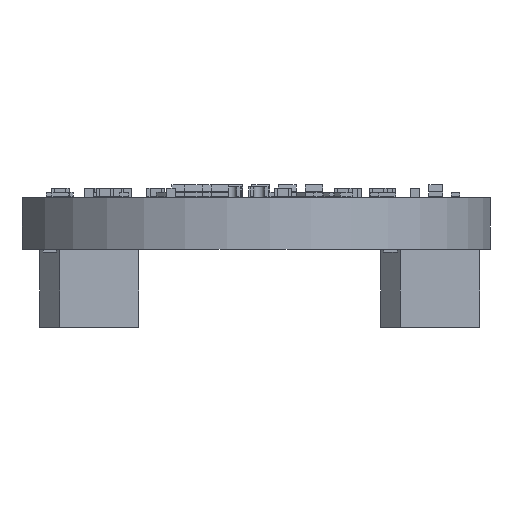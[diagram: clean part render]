
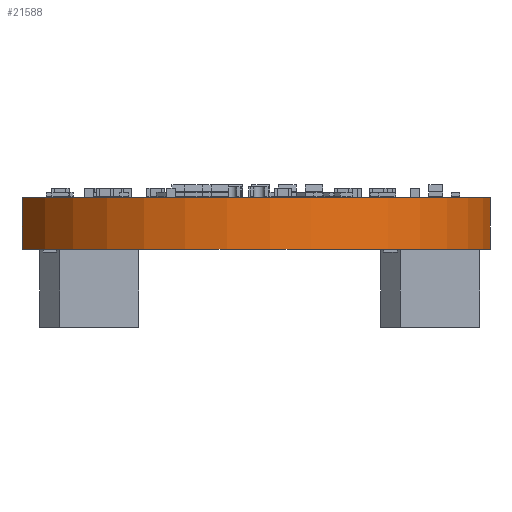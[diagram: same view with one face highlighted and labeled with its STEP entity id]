
A CAD part, left-side view. The second image highlights one B-rep face of the part: STEP entity #21588.
In plain terms, the highlighted cylindrical face has radius 22.5 mm (diameter 45 mm), a partial arc.
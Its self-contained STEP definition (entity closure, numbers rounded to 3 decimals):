
#21477 = EDGE_CURVE('',#21478,#21480,#21482,.T.);
#21478 = VERTEX_POINT('',#21479);
#21479 = CARTESIAN_POINT('',(-10.308,20.234,0.));
#21480 = VERTEX_POINT('',#21481);
#21481 = CARTESIAN_POINT('',(-10.308,20.234,4.69));
#21482 = SURFACE_CURVE('',#21483,(#21487,#21499),.PCURVE_S1.);
#21483 = LINE('',#21484,#21485);
#21484 = CARTESIAN_POINT('',(-10.308,20.234,0.));
#21485 = VECTOR('',#21486,1.);
#21486 = DIRECTION('',(0.,0.,1.));
#21487 = PCURVE('',#21488,#21493);
#21488 = PLANE('',#21489);
#21489 = AXIS2_PLACEMENT_3D('',#21490,#21491,#21492);
#21490 = CARTESIAN_POINT('',(-10.308,20.234,0.));
#21491 = DIRECTION('',(0.,1.,0.));
#21492 = DIRECTION('',(1.,0.,0.));
#21493 = DEFINITIONAL_REPRESENTATION('',(#21494),#21498);
#21494 = LINE('',#21495,#21496);
#21495 = CARTESIAN_POINT('',(0.,0.));
#21496 = VECTOR('',#21497,1.);
#21497 = DIRECTION('',(0.,-1.));
#21498 = ( GEOMETRIC_REPRESENTATION_CONTEXT(2) 
PARAMETRIC_REPRESENTATION_CONTEXT() REPRESENTATION_CONTEXT('2D SPACE',''
  ) );
#21499 = PCURVE('',#21500,#21505);
#21500 = CYLINDRICAL_SURFACE('',#21501,22.5);
#21501 = AXIS2_PLACEMENT_3D('',#21502,#21503,#21504);
#21502 = CARTESIAN_POINT('',(0.,0.234,0.));
#21503 = DIRECTION('',(-0.,-0.,-1.));
#21504 = DIRECTION('',(1.,0.,-0.));
#21505 = DEFINITIONAL_REPRESENTATION('',(#21506),#21510);
#21506 = LINE('',#21507,#21508);
#21507 = CARTESIAN_POINT('',(-2.047,0.));
#21508 = VECTOR('',#21509,1.);
#21509 = DIRECTION('',(-0.,-1.));
#21510 = ( GEOMETRIC_REPRESENTATION_CONTEXT(2) 
PARAMETRIC_REPRESENTATION_CONTEXT() REPRESENTATION_CONTEXT('2D SPACE',''
  ) );
#21513 = VERTEX_POINT('',#21514);
#21514 = CARTESIAN_POINT('',(10.308,20.234,4.69));
#21528 = PLANE('',#21529);
#21529 = AXIS2_PLACEMENT_3D('',#21530,#21531,#21532);
#21530 = CARTESIAN_POINT('',(0.,1.19,4.69));
#21531 = DIRECTION('',(-0.,-0.,-1.));
#21532 = DIRECTION('',(-1.,0.,0.));
#21540 = EDGE_CURVE('',#21541,#21513,#21543,.T.);
#21541 = VERTEX_POINT('',#21542);
#21542 = CARTESIAN_POINT('',(10.308,20.234,0.));
#21543 = SURFACE_CURVE('',#21544,(#21548,#21555),.PCURVE_S1.);
#21544 = LINE('',#21545,#21546);
#21545 = CARTESIAN_POINT('',(10.308,20.234,0.));
#21546 = VECTOR('',#21547,1.);
#21547 = DIRECTION('',(0.,0.,1.));
#21548 = PCURVE('',#21488,#21549);
#21549 = DEFINITIONAL_REPRESENTATION('',(#21550),#21554);
#21550 = LINE('',#21551,#21552);
#21551 = CARTESIAN_POINT('',(20.616,0.));
#21552 = VECTOR('',#21553,1.);
#21553 = DIRECTION('',(0.,-1.));
#21554 = ( GEOMETRIC_REPRESENTATION_CONTEXT(2) 
PARAMETRIC_REPRESENTATION_CONTEXT() REPRESENTATION_CONTEXT('2D SPACE',''
  ) );
#21555 = PCURVE('',#21500,#21556);
#21556 = DEFINITIONAL_REPRESENTATION('',(#21557),#21561);
#21557 = LINE('',#21558,#21559);
#21558 = CARTESIAN_POINT('',(-7.378,0.));
#21559 = VECTOR('',#21560,1.);
#21560 = DIRECTION('',(-0.,-1.));
#21561 = ( GEOMETRIC_REPRESENTATION_CONTEXT(2) 
PARAMETRIC_REPRESENTATION_CONTEXT() REPRESENTATION_CONTEXT('2D SPACE',''
  ) );
#21577 = PLANE('',#21578);
#21578 = AXIS2_PLACEMENT_3D('',#21579,#21580,#21581);
#21579 = CARTESIAN_POINT('',(0.,1.19,0.));
#21580 = DIRECTION('',(-0.,-0.,-1.));
#21581 = DIRECTION('',(-1.,0.,0.));
#21588 = ADVANCED_FACE('',(#21589),#21500,.T.);
#21589 = FACE_BOUND('',#21590,.F.);
#21590 = EDGE_LOOP('',(#21591,#21592,#21618,#21619));
#21591 = ORIENTED_EDGE('',*,*,#21477,.T.);
#21592 = ORIENTED_EDGE('',*,*,#21593,.T.);
#21593 = EDGE_CURVE('',#21480,#21513,#21594,.T.);
#21594 = SURFACE_CURVE('',#21595,(#21600,#21607),.PCURVE_S1.);
#21595 = CIRCLE('',#21596,22.5);
#21596 = AXIS2_PLACEMENT_3D('',#21597,#21598,#21599);
#21597 = CARTESIAN_POINT('',(0.,0.234,4.69));
#21598 = DIRECTION('',(0.,0.,1.));
#21599 = DIRECTION('',(1.,0.,-0.));
#21600 = PCURVE('',#21500,#21601);
#21601 = DEFINITIONAL_REPRESENTATION('',(#21602),#21606);
#21602 = LINE('',#21603,#21604);
#21603 = CARTESIAN_POINT('',(-0.,-4.69));
#21604 = VECTOR('',#21605,1.);
#21605 = DIRECTION('',(-1.,0.));
#21606 = ( GEOMETRIC_REPRESENTATION_CONTEXT(2) 
PARAMETRIC_REPRESENTATION_CONTEXT() REPRESENTATION_CONTEXT('2D SPACE',''
  ) );
#21607 = PCURVE('',#21528,#21608);
#21608 = DEFINITIONAL_REPRESENTATION('',(#21609),#21617);
#21609 = ( BOUNDED_CURVE() B_SPLINE_CURVE(2,(#21610,#21611,#21612,#21613
    ,#21614,#21615,#21616),.UNSPECIFIED.,.T.,.F.) 
B_SPLINE_CURVE_WITH_KNOTS((1,2,2,2,2,1),(-2.094,0.,
    2.094,4.189,6.283,8.378),
.UNSPECIFIED.) CURVE() GEOMETRIC_REPRESENTATION_ITEM() 
RATIONAL_B_SPLINE_CURVE((1.,0.5,1.,0.5,1.,0.5,1.)) REPRESENTATION_ITEM(
  '') );
#21610 = CARTESIAN_POINT('',(-22.5,-0.956));
#21611 = CARTESIAN_POINT('',(-22.5,38.015));
#21612 = CARTESIAN_POINT('',(11.25,18.53));
#21613 = CARTESIAN_POINT('',(45.,-0.956));
#21614 = CARTESIAN_POINT('',(11.25,-20.441));
#21615 = CARTESIAN_POINT('',(-22.5,-39.927));
#21616 = CARTESIAN_POINT('',(-22.5,-0.956));
#21617 = ( GEOMETRIC_REPRESENTATION_CONTEXT(2) 
PARAMETRIC_REPRESENTATION_CONTEXT() REPRESENTATION_CONTEXT('2D SPACE',''
  ) );
#21618 = ORIENTED_EDGE('',*,*,#21540,.F.);
#21619 = ORIENTED_EDGE('',*,*,#21620,.F.);
#21620 = EDGE_CURVE('',#21478,#21541,#21621,.T.);
#21621 = SURFACE_CURVE('',#21622,(#21627,#21634),.PCURVE_S1.);
#21622 = CIRCLE('',#21623,22.5);
#21623 = AXIS2_PLACEMENT_3D('',#21624,#21625,#21626);
#21624 = CARTESIAN_POINT('',(0.,0.234,0.));
#21625 = DIRECTION('',(0.,0.,1.));
#21626 = DIRECTION('',(1.,0.,-0.));
#21627 = PCURVE('',#21500,#21628);
#21628 = DEFINITIONAL_REPRESENTATION('',(#21629),#21633);
#21629 = LINE('',#21630,#21631);
#21630 = CARTESIAN_POINT('',(-0.,0.));
#21631 = VECTOR('',#21632,1.);
#21632 = DIRECTION('',(-1.,0.));
#21633 = ( GEOMETRIC_REPRESENTATION_CONTEXT(2) 
PARAMETRIC_REPRESENTATION_CONTEXT() REPRESENTATION_CONTEXT('2D SPACE',''
  ) );
#21634 = PCURVE('',#21577,#21635);
#21635 = DEFINITIONAL_REPRESENTATION('',(#21636),#21644);
#21636 = ( BOUNDED_CURVE() B_SPLINE_CURVE(2,(#21637,#21638,#21639,#21640
    ,#21641,#21642,#21643),.UNSPECIFIED.,.T.,.F.) 
B_SPLINE_CURVE_WITH_KNOTS((1,2,2,2,2,1),(-2.094,0.,
    2.094,4.189,6.283,8.378),
.UNSPECIFIED.) CURVE() GEOMETRIC_REPRESENTATION_ITEM() 
RATIONAL_B_SPLINE_CURVE((1.,0.5,1.,0.5,1.,0.5,1.)) REPRESENTATION_ITEM(
  '') );
#21637 = CARTESIAN_POINT('',(-22.5,-0.956));
#21638 = CARTESIAN_POINT('',(-22.5,38.015));
#21639 = CARTESIAN_POINT('',(11.25,18.53));
#21640 = CARTESIAN_POINT('',(45.,-0.956));
#21641 = CARTESIAN_POINT('',(11.25,-20.441));
#21642 = CARTESIAN_POINT('',(-22.5,-39.927));
#21643 = CARTESIAN_POINT('',(-22.5,-0.956));
#21644 = ( GEOMETRIC_REPRESENTATION_CONTEXT(2) 
PARAMETRIC_REPRESENTATION_CONTEXT() REPRESENTATION_CONTEXT('2D SPACE',''
  ) );
